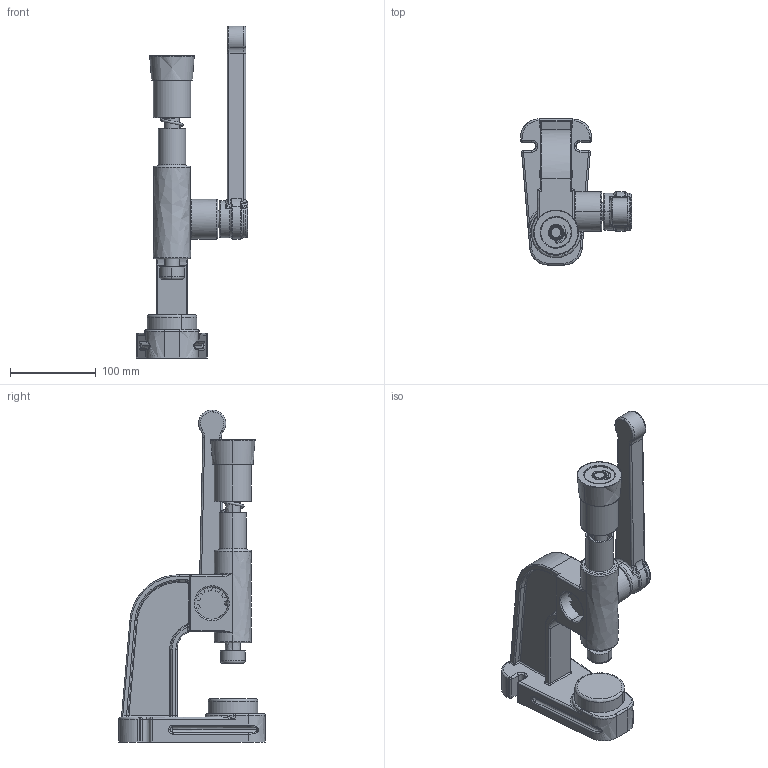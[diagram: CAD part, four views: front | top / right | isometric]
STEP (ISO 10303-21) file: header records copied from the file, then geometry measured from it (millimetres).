
FILE_DESCRIPTION(('FreeCAD Model'),'2;1');
FILE_NAME('Open CASCADE Shape Model','2025-05-04T14:18:59',('FreeCAD'),( 'FreeCAD'),'Open CASCADE STEP processor 7.6','FreeCAD','Unknown');
FILE_SCHEMA(('AUTOMOTIVE_DESIGN { 1 0 10303 214 1 1 1 1 }'));
Products named in the file (1): Open CASCADE STEP translator 7.6 1
Bounding box: 129.29 x 170.12 x 386.48 mm (x, y, z)
Volume: 1177262.4 mm3; surface area: 216702.2 mm2
Topology: 8 solids, 8 shells, 580 faces, 1439 edges, 855 vertices
Faces by surface type: bspline 580
Entity records: 34709 total; most frequent: CARTESIAN_POINT 27094, ORIENTED_EDGE 2808, EDGE_CURVE 1404, VERTEX_POINT 855, FACE_BOUND 609, EDGE_LOOP 609, B_SPLINE_CURVE_WITH_KNOTS 606, ADVANCED_FACE 580
